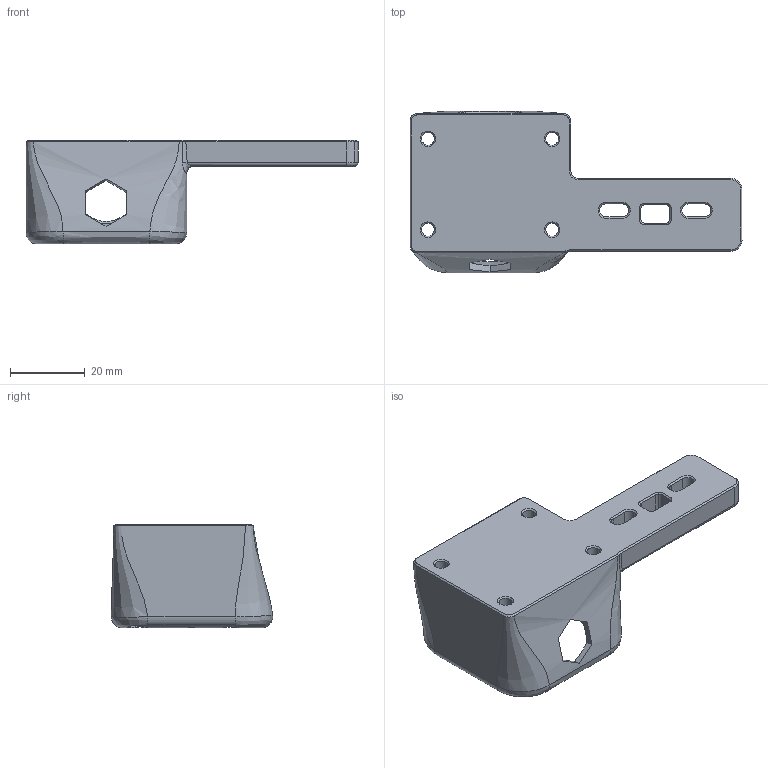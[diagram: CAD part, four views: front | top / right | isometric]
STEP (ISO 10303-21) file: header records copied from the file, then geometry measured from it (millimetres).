
FILE_DESCRIPTION(('STEP AP214'),'1');
FILE_NAME('_a__PanzerBall_Tensioner.stp','2021-06-04T16:31:13',(' '),(' '),'Spatial InterOp 3D',' ',' ');
FILE_SCHEMA(('AUTOMOTIVE_DESIGN { 1 0 10303 214 1 1 1 1 }'));
Length unit declared in the file: metre
Products named in the file (1): [a]_PanzerBall_Tensioner_Type1_x2
Bounding box: 88.8 x 43.18 x 27.75 mm (x, y, z)
Volume: 25401.7 mm3; surface area: 12962.1 mm2
Topology: 1 solids, 1 shells, 181 faces, 470 edges, 288 vertices
Faces by surface type: cylinder 60, plane 50, bspline 36, cone 30, torus 3, sphere 2
Entity records: 24671 total; most frequent: CARTESIAN_POINT 20406, ORIENTED_EDGE 930, DIRECTION 819, EDGE_CURVE 465, AXIS2_PLACEMENT_3D 314, VERTEX_POINT 288, EDGE_LOOP 201, LINE 191
